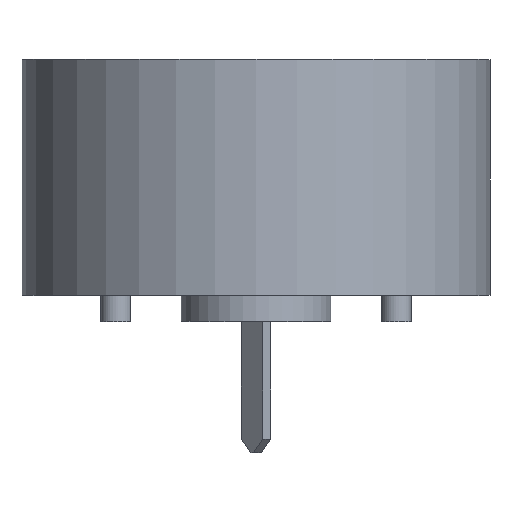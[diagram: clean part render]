
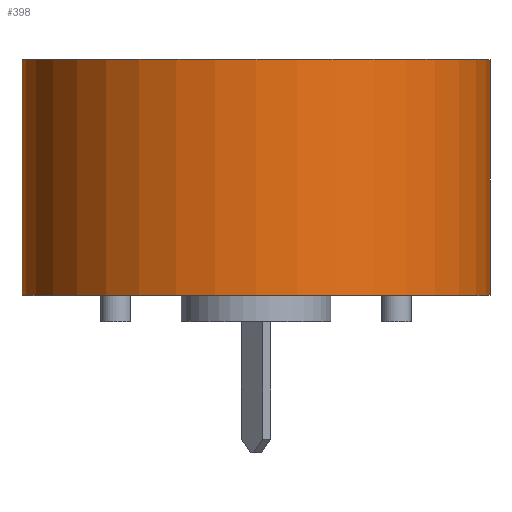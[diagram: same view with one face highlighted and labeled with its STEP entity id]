
A CAD part, top view. The second image highlights one B-rep face of the part: STEP entity #398.
In plain terms, the highlighted cylindrical face has radius 6.25 mm (diameter 12.5 mm), a partial arc.
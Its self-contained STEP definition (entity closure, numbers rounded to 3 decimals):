
#3 = EDGE_LOOP ( 'NONE', ( #418, #780, #697, #830 ) ) ;
#17 = CARTESIAN_POINT ( 'NONE',  ( -6.25, 0., 0. ) ) ;
#26 = CARTESIAN_POINT ( 'NONE',  ( 6.25, 0., 0. ) ) ;
#35 = VERTEX_POINT ( 'NONE', #526 ) ;
#37 = VECTOR ( 'NONE', #806, 1000. ) ;
#93 = DIRECTION ( 'NONE',  ( -1., 0., 0. ) ) ;
#98 = DIRECTION ( 'NONE',  ( 0., 1., 0. ) ) ;
#131 = LINE ( 'NONE', #894, #37 ) ;
#170 = EDGE_CURVE ( 'NONE', #35, #610, #811, .T. ) ;
#173 = VERTEX_POINT ( 'NONE', #26 ) ;
#204 = EDGE_CURVE ( 'NONE', #173, #610, #232, .T. ) ;
#213 = AXIS2_PLACEMENT_3D ( 'NONE', #1015, #357, #93 ) ;
#227 = DIRECTION ( 'NONE',  ( 0., 1., 0. ) ) ;
#232 = LINE ( 'NONE', #1076, #604 ) ;
#268 = DIRECTION ( 'NONE',  ( 0., 1., 0. ) ) ;
#325 = VERTEX_POINT ( 'NONE', #17 ) ;
#332 = CARTESIAN_POINT ( 'NONE',  ( 0., 0., 0. ) ) ;
#357 = DIRECTION ( 'NONE',  ( 0., 1., 0. ) ) ;
#398 = ADVANCED_FACE ( 'NONE', ( #1091 ), #1028, .T. ) ;
#418 = ORIENTED_EDGE ( 'NONE', *, *, #518, .F. ) ;
#451 = DIRECTION ( 'NONE',  ( 1., 0., 0. ) ) ;
#518 = EDGE_CURVE ( 'NONE', #325, #35, #131, .T. ) ;
#526 = CARTESIAN_POINT ( 'NONE',  ( -6.25, 6.3, 0. ) ) ;
#604 = VECTOR ( 'NONE', #227, 1000. ) ;
#606 = DIRECTION ( 'NONE',  ( 1., 0., 0. ) ) ;
#610 = VERTEX_POINT ( 'NONE', #1095 ) ;
#633 = EDGE_CURVE ( 'NONE', #325, #173, #693, .T. ) ;
#693 = CIRCLE ( 'NONE', #213, 6.25 ) ;
#697 = ORIENTED_EDGE ( 'NONE', *, *, #204, .T. ) ;
#780 = ORIENTED_EDGE ( 'NONE', *, *, #633, .T. ) ;
#782 = CARTESIAN_POINT ( 'NONE',  ( 0., 6.3, 0. ) ) ;
#806 = DIRECTION ( 'NONE',  ( 0., 1., 0. ) ) ;
#811 = CIRCLE ( 'NONE', #902, 6.25 ) ;
#830 = ORIENTED_EDGE ( 'NONE', *, *, #170, .F. ) ;
#869 = AXIS2_PLACEMENT_3D ( 'NONE', #332, #268, #606 ) ;
#894 = CARTESIAN_POINT ( 'NONE',  ( -6.25, 0., 0. ) ) ;
#902 = AXIS2_PLACEMENT_3D ( 'NONE', #782, #98, #451 ) ;
#1015 = CARTESIAN_POINT ( 'NONE',  ( 0., 0., 0. ) ) ;
#1028 = CYLINDRICAL_SURFACE ( 'NONE', #869, 6.25 ) ;
#1076 = CARTESIAN_POINT ( 'NONE',  ( 6.25, 0., 0. ) ) ;
#1091 = FACE_OUTER_BOUND ( 'NONE', #3, .T. ) ;
#1095 = CARTESIAN_POINT ( 'NONE',  ( 6.25, 6.3, 0. ) ) ;
